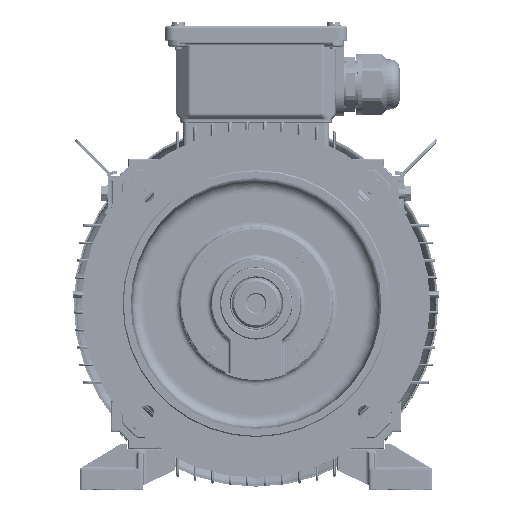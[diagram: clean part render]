
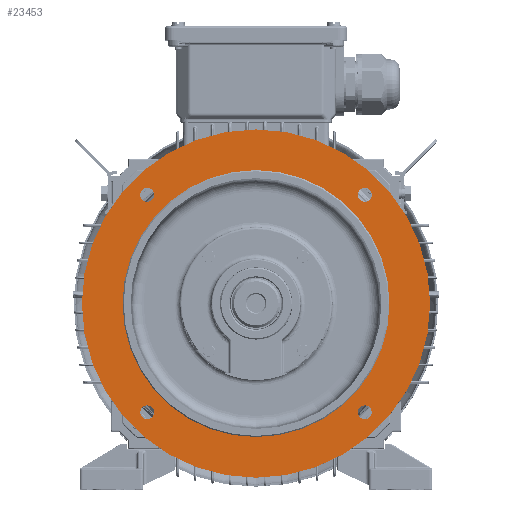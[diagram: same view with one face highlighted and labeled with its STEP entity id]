
A CAD part, top view. The second image highlights one B-rep face of the part: STEP entity #23453.
In plain terms, the highlighted planar face has unit normal (0, 0, 1).
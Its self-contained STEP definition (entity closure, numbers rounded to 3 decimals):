
#12862=PLANE('',#170875);
#14719=FACE_BOUND('',#44668,.T.);
#14720=FACE_BOUND('',#44669,.T.);
#14721=FACE_BOUND('',#44670,.T.);
#14722=FACE_BOUND('',#44671,.T.);
#14723=FACE_BOUND('',#44672,.T.);
#14724=FACE_BOUND('',#44673,.T.);
#23453=ADVANCED_FACE('',(#14719,#14720,#14721,#14722,#14723,#14724),#12862,
 .T.);
#44668=EDGE_LOOP('',(#114065));
#44669=EDGE_LOOP('',(#114066));
#44670=EDGE_LOOP('',(#114067));
#44671=EDGE_LOOP('',(#114068));
#44672=EDGE_LOOP('',(#114069));
#44673=EDGE_LOOP('',(#114070));
#114065=ORIENTED_EDGE('',*,*,#152555,.T.);
#114066=ORIENTED_EDGE('',*,*,#152556,.T.);
#114067=ORIENTED_EDGE('',*,*,#152557,.T.);
#114068=ORIENTED_EDGE('',*,*,#152558,.F.);
#114069=ORIENTED_EDGE('',*,*,#152559,.T.);
#114070=ORIENTED_EDGE('',*,*,#152560,.T.);
#129966=VERTEX_POINT('',#327676);
#129967=VERTEX_POINT('',#327678);
#129968=VERTEX_POINT('',#327680);
#129969=VERTEX_POINT('',#327682);
#129970=VERTEX_POINT('',#327684);
#129971=VERTEX_POINT('',#327686);
#152555=EDGE_CURVE('',#129966,#129966,#158205,.T.);
#152556=EDGE_CURVE('',#129967,#129967,#158206,.T.);
#152557=EDGE_CURVE('',#129968,#129968,#158207,.T.);
#152558=EDGE_CURVE('',#129969,#129969,#158208,.T.);
#152559=EDGE_CURVE('',#129970,#129970,#158209,.T.);
#152560=EDGE_CURVE('',#129971,#129971,#158210,.T.);
#158205=CIRCLE('',#170869,6.);
#158206=CIRCLE('',#170870,6.);
#158207=CIRCLE('',#170871,115.);
#158208=CIRCLE('',#170872,150.);
#158209=CIRCLE('',#170873,6.);
#158210=CIRCLE('',#170874,6.);
#170869=AXIS2_PLACEMENT_3D('',#327675,#208302,#208303);
#170870=AXIS2_PLACEMENT_3D('',#327677,#208304,#208305);
#170871=AXIS2_PLACEMENT_3D('',#327679,#208306,#208307);
#170872=AXIS2_PLACEMENT_3D('',#327681,#208308,#208309);
#170873=AXIS2_PLACEMENT_3D('',#327683,#208310,#208311);
#170874=AXIS2_PLACEMENT_3D('',#327685,#208312,#208313);
#170875=AXIS2_PLACEMENT_3D('',#327687,#208314,#208315);
#208302=DIRECTION('',(0.,0.,-1.));
#208303=DIRECTION('',(-0.707,-0.707,0.));
#208304=DIRECTION('',(0.,0.,-1.));
#208305=DIRECTION('',(-0.707,-0.707,0.));
#208306=DIRECTION('',(0.,0.,-1.));
#208307=DIRECTION('',(1.,0.,0.));
#208308=DIRECTION('',(0.,0.,-1.));
#208309=DIRECTION('',(1.,0.,0.));
#208310=DIRECTION('',(0.,0.,-1.));
#208311=DIRECTION('',(-0.707,-0.707,0.));
#208312=DIRECTION('',(0.,0.,-1.));
#208313=DIRECTION('',(-0.707,-0.707,0.));
#208314=DIRECTION('',(0.,0.,1.));
#208315=DIRECTION('',(-1.,0.,0.));
#327675=CARTESIAN_POINT('',(93.692,91.109,213.457));
#327676=CARTESIAN_POINT('',(89.449,86.867,213.457));
#327677=CARTESIAN_POINT('',(93.692,-96.274,213.457));
#327678=CARTESIAN_POINT('',(89.449,-100.516,213.457));
#327679=CARTESIAN_POINT('',(0.,-2.582,213.457));
#327680=CARTESIAN_POINT('',(115.,-2.582,213.457));
#327681=CARTESIAN_POINT('',(0.,-2.582,213.457));
#327682=CARTESIAN_POINT('',(150.,-2.582,213.457));
#327683=CARTESIAN_POINT('',(-93.692,-96.274,213.457));
#327684=CARTESIAN_POINT('',(-97.934,-100.516,213.457));
#327685=CARTESIAN_POINT('',(-93.692,91.109,213.457));
#327686=CARTESIAN_POINT('',(-97.934,86.867,213.457));
#327687=CARTESIAN_POINT('',(-150.,-2.582,213.457));
